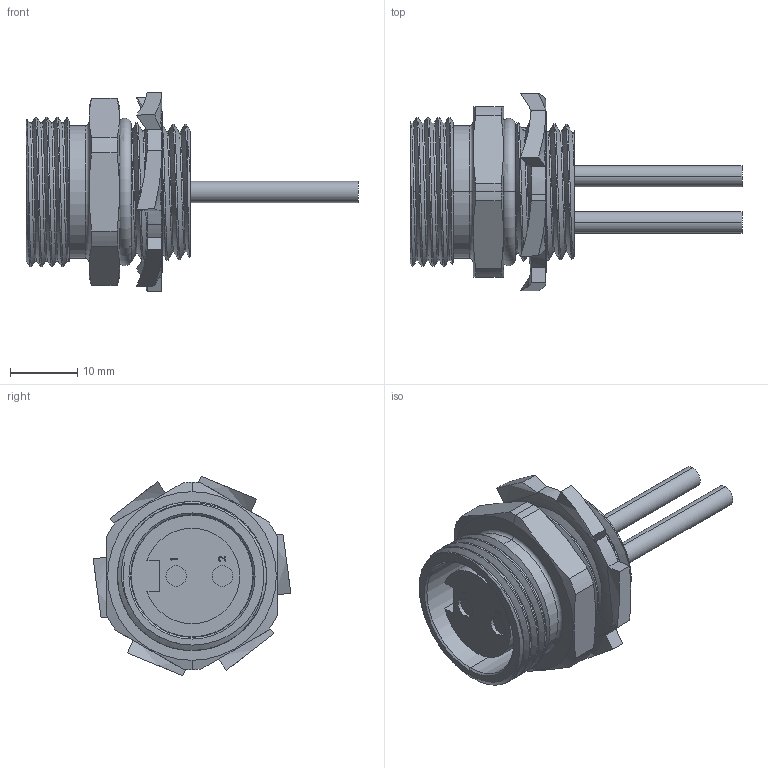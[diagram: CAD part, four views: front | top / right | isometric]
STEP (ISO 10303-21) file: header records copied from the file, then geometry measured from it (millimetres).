
FILE_DESCRIPTION (( 'STEP AP214' ), '1' );
FILE_NAME ('MIN-2FR-ZZ.STEP', '2015-08-10T12:09:12', ( 'IT' ), ( '' ), 'SwSTEP 2.0', 'SolidWorks 2015', '' );
FILE_SCHEMA (( 'AUTOMOTIVE_DESIGN' ));
Length unit declared in the file: millimetre
Products named in the file (1): MIN-2FR-ZZ
Bounding box: 49.51 x 29.48 x 29.77 mm (x, y, z)
Volume: 8758.7 mm3; surface area: 5699.2 mm2
Topology: 1 solids, 1 shells, 176 faces, 456 edges, 292 vertices
Faces by surface type: plane 62, cylinder 56, bspline 29, cone 20, torus 9
Entity records: 10567 total; most frequent: CARTESIAN_POINT 4714, ORIENTED_EDGE 912, DIRECTION 682, EDGE_CURVE 456, VERTEX_POINT 292, AXIS2_PLACEMENT_3D 263, EDGE_LOOP 190, ADVANCED_FACE 176
